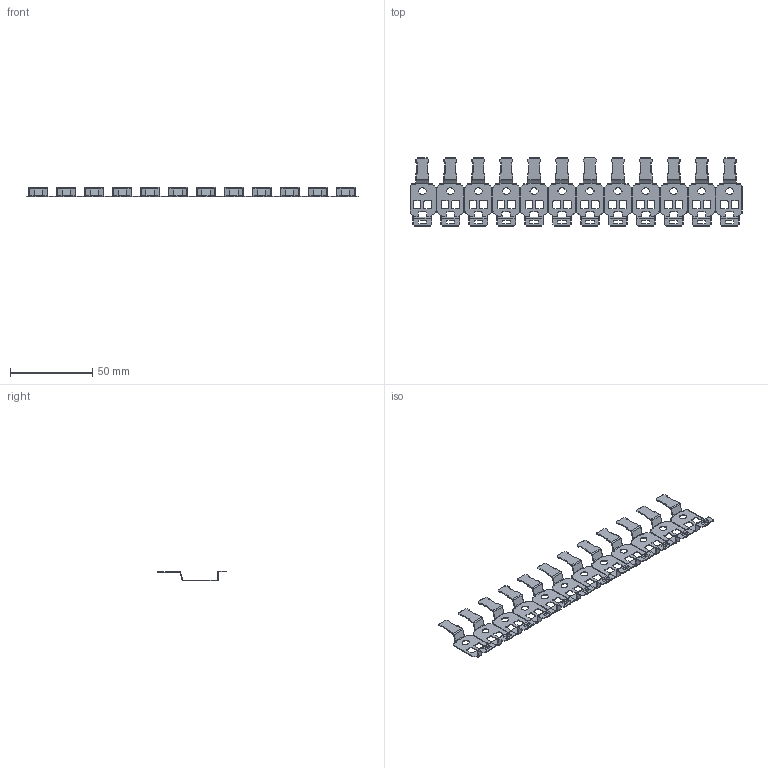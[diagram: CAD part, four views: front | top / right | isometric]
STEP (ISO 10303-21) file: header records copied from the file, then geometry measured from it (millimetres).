
FILE_DESCRIPTION (( 'STEP AP214' ), '1' );
FILE_NAME ('1040-001.STEP', '2024-05-14T13:23:53', ( '' ), ( '' ), 'SwSTEP 2.0', 'SolidWorks 2022', '' );
FILE_SCHEMA (( 'AUTOMOTIVE_DESIGN' ));
Products named in the file (1): 1040-001
Bounding box: 202 x 41.52 x 6 mm (x, y, z)
Volume: 2836.6 mm3; surface area: 12475.6 mm2
Topology: 1 solids, 1 shells, 2641 faces, 6593 edges, 3863 vertices
Faces by surface type: cylinder 1265, torus 690, plane 466, sphere 142, bspline 78
Entity records: 80741 total; most frequent: CARTESIAN_POINT 16763, DIRECTION 14653, ORIENTED_EDGE 13052, EDGE_CURVE 6526, AXIS2_PLACEMENT_3D 5923, VERTEX_POINT 3863, CIRCLE 3359, LINE 2807
